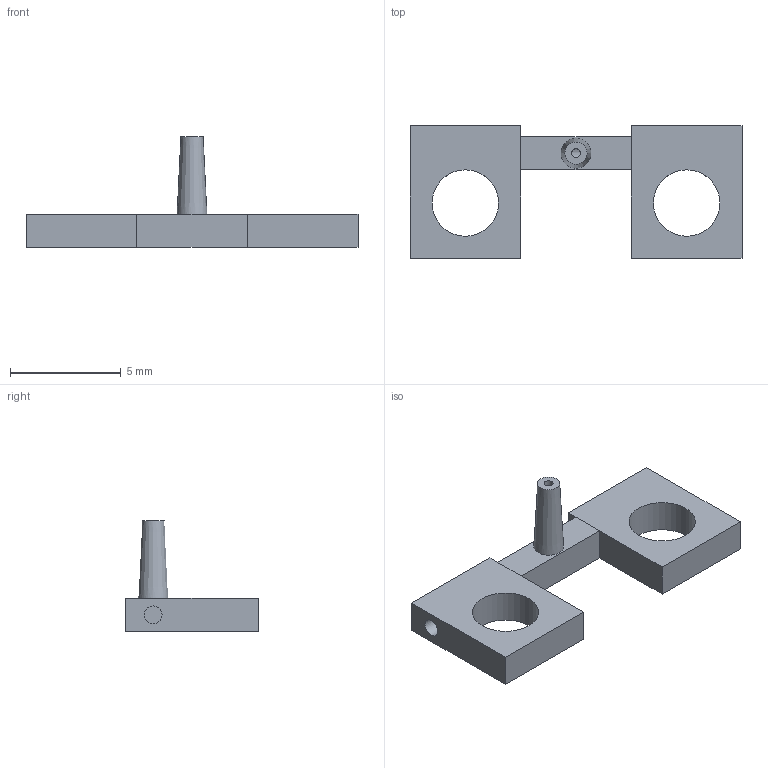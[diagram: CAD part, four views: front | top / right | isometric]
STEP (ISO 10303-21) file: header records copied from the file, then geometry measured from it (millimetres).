
FILE_DESCRIPTION(('FreeCAD Model'),'2;1');
FILE_NAME('bowtie.step' ,'2018-11-24T00:23:51',('Author'),(''), 'Open CASCADE STEP processor 7.1','FreeCAD','Unknown');
FILE_SCHEMA(('AUTOMOTIVE_DESIGN { 1 0 10303 214 1 1 1 1 }'));
Length unit declared in the file: millimetre
Products named in the file (1): BowTie
Bounding box: 15 x 6 x 5 mm (x, y, z)
Volume: 76.2 mm3; surface area: 264.2 mm2
Topology: 1 solids, 1 shells, 27 faces, 58 edges, 36 vertices
Faces by surface type: plane 21, cylinder 5, cone 1
Full cylindrical faces by diameter (mm): 0.4 x1, 0.8 x2, 3 x2
Entity records: 1893 total; most frequent: CARTESIAN_POINT 451, DIRECTION 238, LINE 149, VECTOR 149, ORIENTED_EDGE 116, PCURVE 116, DEFINITIONAL_REPRESENTATION 116, EDGE_CURVE 58
